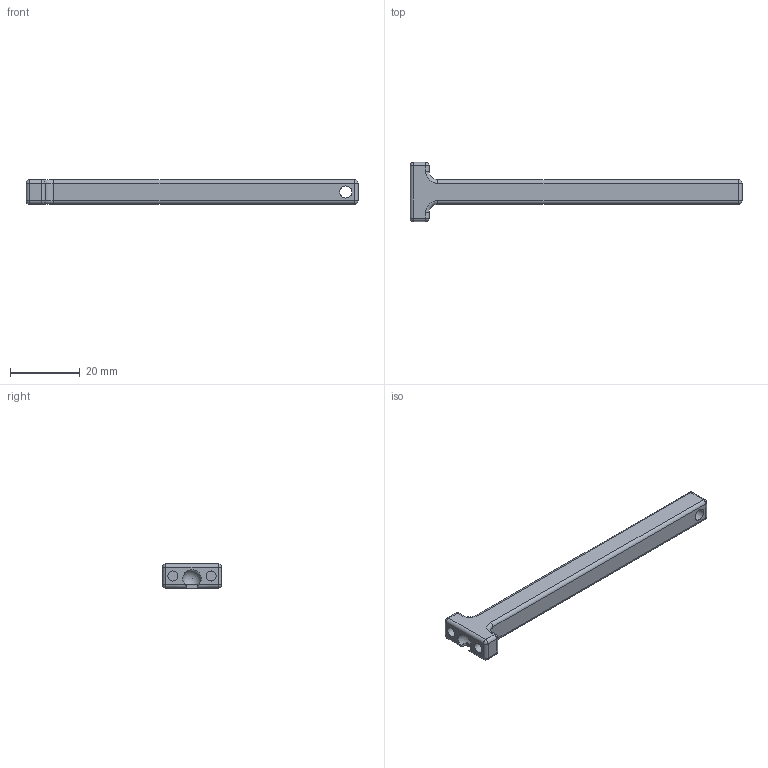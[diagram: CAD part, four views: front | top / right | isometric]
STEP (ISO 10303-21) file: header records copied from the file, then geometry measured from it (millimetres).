
FILE_DESCRIPTION(/* description */ (''),/* implementation_level */ '2;1');
FILE_NAME(/* name */ 'Side Link.step',/* time_stamp */ '2025-03-30T12:11:39+02:00',/* author */ (''),/* organization */ (''),/* preprocessor_version */ 'ST-DEVELOPER v20.1',/* originating_system */ 'Autodesk Translation Framework v14.4.0.0',/* authorisation */ '');
FILE_SCHEMA (('AUTOMOTIVE_DESIGN { 1 0 10303 214 3 1 1 }'));
Length unit declared in the file: centimetre
Products named in the file (1): Side Link
Bounding box: 95.5 x 17 x 7 mm (x, y, z)
Volume: 4816.7 mm3; surface area: 2947.9 mm2
Topology: 1 solids, 1 shells, 68 faces, 147 edges, 82 vertices
Faces by surface type: cylinder 28, plane 23, sphere 13, torus 4
Full cylindrical faces by diameter (mm): 2.9 x1, 2.902 x1, 3.496 x1
Entity records: 1847 total; most frequent: DIRECTION 355, CARTESIAN_POINT 307, ORIENTED_EDGE 292, EDGE_CURVE 146, AXIS2_PLACEMENT_3D 142, VERTEX_POINT 82, CIRCLE 73, EDGE_LOOP 72
